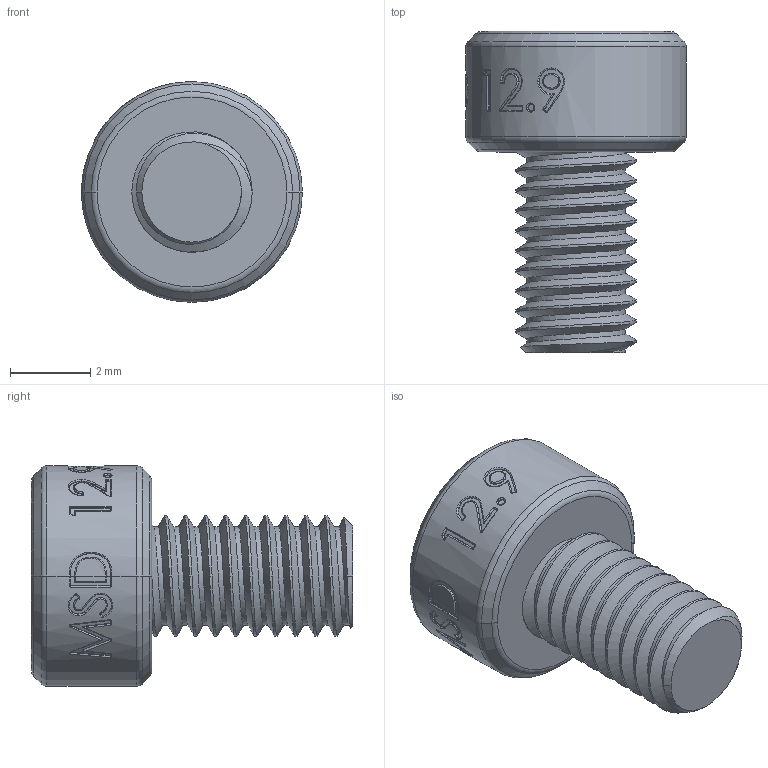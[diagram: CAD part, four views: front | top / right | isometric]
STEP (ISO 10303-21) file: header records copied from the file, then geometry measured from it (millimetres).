
FILE_DESCRIPTION (( 'STEP AP214' ), '1' );
FILE_NAME ('M3×8 杯头.STEP', '2016-02-10T11:37:22', ( '' ), ( '' ), 'SwSTEP 2.0', 'SolidWorks 2016', '' );
FILE_SCHEMA (( 'AUTOMOTIVE_DESIGN' ));
Length unit declared in the file: millimetre
Products named in the file (1): M3×8 杯头-í·-¨a_¤
Bounding box: 5.5 x 8 x 5.5 mm (x, y, z)
Volume: 90.2 mm3; surface area: 172.3 mm2
Topology: 1 solids, 1 shells, 322 faces, 784 edges, 459 vertices
Faces by surface type: bspline 188, cylinder 69, torus 31, plane 28, cone 6
Entity records: 17497 total; most frequent: CARTESIAN_POINT 11633, ORIENTED_EDGE 1544, EDGE_CURVE 772, DIRECTION 731, VERTEX_POINT 461, B_SPLINE_CURVE_WITH_KNOTS 435, EDGE_LOOP 331, ADVANCED_FACE 322
